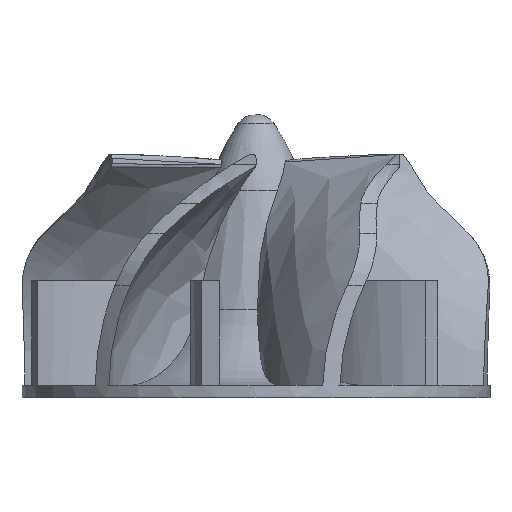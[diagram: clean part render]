
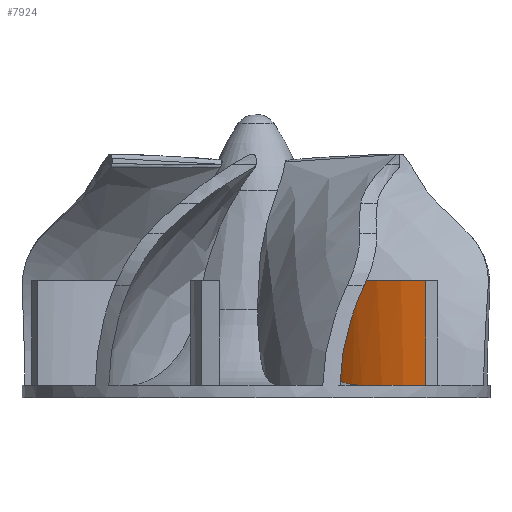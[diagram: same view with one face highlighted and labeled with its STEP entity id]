
A CAD part, front view. The second image highlights one B-rep face of the part: STEP entity #7924.
In plain terms, the highlighted cylindrical face has radius 13.22 mm (diameter 26.44 mm), a partial arc.
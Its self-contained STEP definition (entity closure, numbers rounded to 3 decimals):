
#1868 = VERTEX_POINT('',#1869);
#1869 = CARTESIAN_POINT('',(13.798,-13.062,0.));
#6737 = EDGE_CURVE('',#6738,#1868,#6740,.T.);
#6738 = VERTEX_POINT('',#6739);
#6739 = CARTESIAN_POINT('',(8.588,-11.057,0.));
#6740 = CIRCLE('',#6741,13.22);
#6741 = AXIS2_PLACEMENT_3D('',#6742,#6743,#6744);
#6742 = CARTESIAN_POINT('',(15.835,0.,0.));
#6743 = DIRECTION('',(0.,0.,1.));
#6744 = DIRECTION('',(0.,-1.,0.));
#7144 = EDGE_CURVE('',#7145,#6738,#7147,.T.);
#7145 = VERTEX_POINT('',#7146);
#7146 = CARTESIAN_POINT('',(6.472,-9.333,
    0.449));
#7147 = B_SPLINE_CURVE_WITH_KNOTS('',6,(#7148,#7149,#7150,#7151,#7152,
    #7153,#7154,#7155,#7156,#7157,#7158,#7159),.UNSPECIFIED.,.F.,.F.,(7,
    5,7),(0.,0.673,1.),.UNSPECIFIED.);
#7148 = CARTESIAN_POINT('',(6.472,-9.333,0.449
    ));
#7149 = CARTESIAN_POINT('',(6.673,-9.535,
    0.351));
#7150 = CARTESIAN_POINT('',(6.886,-9.738,0.264
    ));
#7151 = CARTESIAN_POINT('',(7.109,-9.94,
    0.19));
#7152 = CARTESIAN_POINT('',(7.342,-10.139,
    0.129));
#7153 = CARTESIAN_POINT('',(7.585,-10.334,
    0.082));
#7154 = CARTESIAN_POINT('',(7.956,-10.617,
    0.032));
#7155 = CARTESIAN_POINT('',(8.08,-10.708,
    0.019));
#7156 = CARTESIAN_POINT('',(8.205,-10.798,
    0.01));
#7157 = CARTESIAN_POINT('',(8.331,-10.886,
    0.003));
#7158 = CARTESIAN_POINT('',(8.459,-10.972,
    0.));
#7159 = CARTESIAN_POINT('',(8.588,-11.057,0.));
#7906 = VERTEX_POINT('',#7907);
#7907 = CARTESIAN_POINT('',(13.798,-13.062,8.5));
#7913 = EDGE_CURVE('',#1868,#7906,#7914,.T.);
#7914 = LINE('',#7915,#7916);
#7915 = CARTESIAN_POINT('',(13.798,-13.062,0.));
#7916 = VECTOR('',#7917,1.);
#7917 = DIRECTION('',(0.,0.,1.));
#7924 = ADVANCED_FACE('',(#7925),#7945,.T.);
#7925 = FACE_BOUND('',#7926,.F.);
#7926 = EDGE_LOOP('',(#7927,#7928,#7936,#7943,#7944));
#7927 = ORIENTED_EDGE('',*,*,#7144,.F.);
#7928 = ORIENTED_EDGE('',*,*,#7929,.T.);
#7929 = EDGE_CURVE('',#7145,#7930,#7932,.T.);
#7930 = VERTEX_POINT('',#7931);
#7931 = CARTESIAN_POINT('',(6.472,-9.333,8.5));
#7932 = LINE('',#7933,#7934);
#7933 = CARTESIAN_POINT('',(6.472,-9.333,0.));
#7934 = VECTOR('',#7935,1.);
#7935 = DIRECTION('',(0.,0.,1.));
#7936 = ORIENTED_EDGE('',*,*,#7937,.T.);
#7937 = EDGE_CURVE('',#7930,#7906,#7938,.T.);
#7938 = CIRCLE('',#7939,13.22);
#7939 = AXIS2_PLACEMENT_3D('',#7940,#7941,#7942);
#7940 = CARTESIAN_POINT('',(15.835,0.,8.5));
#7941 = DIRECTION('',(0.,0.,1.));
#7942 = DIRECTION('',(0.,-1.,0.));
#7943 = ORIENTED_EDGE('',*,*,#7913,.F.);
#7944 = ORIENTED_EDGE('',*,*,#6737,.F.);
#7945 = CYLINDRICAL_SURFACE('',#7946,13.22);
#7946 = AXIS2_PLACEMENT_3D('',#7947,#7948,#7949);
#7947 = CARTESIAN_POINT('',(15.835,0.,0.));
#7948 = DIRECTION('',(0.,0.,-1.));
#7949 = DIRECTION('',(0.,-1.,0.));
